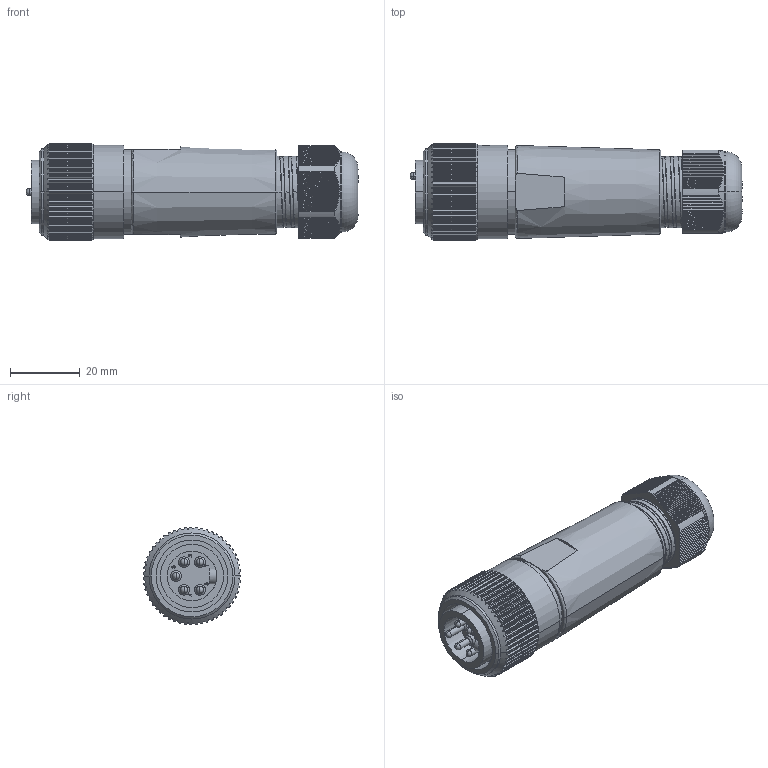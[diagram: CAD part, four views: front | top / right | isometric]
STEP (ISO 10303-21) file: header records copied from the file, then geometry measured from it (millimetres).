
FILE_DESCRIPTION (( 'STEP AP214' ), '1' );
FILE_NAME ('ZP-S1-5MP-FW.step', '2016-03-08T22:14:10', ( '' ), ( '' ), 'SwSTEP 2.0', 'SolidWorks 2015', '' );
FILE_SCHEMA (( 'AUTOMOTIVE_DESIGN' ));
Length unit declared in the file: millimetre
Products named in the file (1): ZP-S1-5MP-FW
Bounding box: 95.14 x 27.98 x 27.99 mm (x, y, z)
Volume: 41936.8 mm3; surface area: 15072.3 mm2
Topology: 9 solids, 9 shells, 850 faces, 2432 edges, 1606 vertices
Faces by surface type: plane 461, cylinder 314, bspline 36, cone 20, sphere 10, torus 9
Entity records: 33624 total; most frequent: CARTESIAN_POINT 13285, ORIENTED_EDGE 4824, DIRECTION 3303, EDGE_CURVE 2412, VERTEX_POINT 1596, LINE 1143, VECTOR 1143, AXIS2_PLACEMENT_3D 1080
